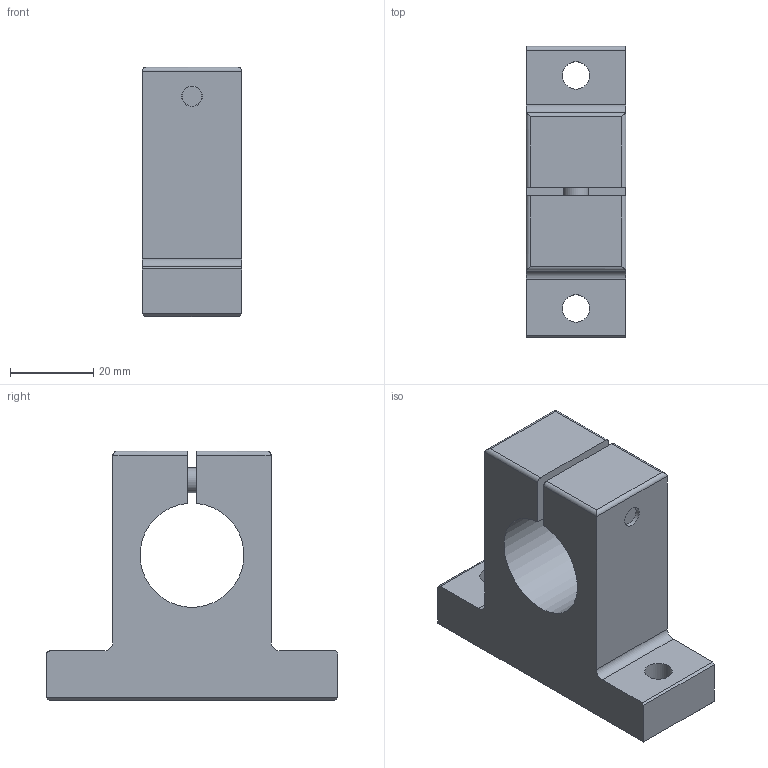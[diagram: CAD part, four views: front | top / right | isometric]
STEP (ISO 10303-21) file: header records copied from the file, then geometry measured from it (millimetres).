
FILE_DESCRIPTION(/* description */ (''),/* implementation_level */ '2;1');
FILE_NAME(/* name */ 'WJB-SK-25.stp',/* time_stamp */ '2019-01-16T15:30:33+08:00',/* author */ (''),/* organization */ (''),/* preprocessor_version */ 'ST-DEVELOPER v11',/* originating_system */ 'SIEMENS UGS NX 6.0',/* authorisation */ '');
FILE_SCHEMA (('CONFIG_CONTROL_DESIGN'));
Length unit declared in the file: millimetre
Products named in the file (1): WJB-SK-25
Bounding box: 24 x 70 x 60 mm (x, y, z)
Volume: 50388.6 mm3; surface area: 14034.3 mm2
Topology: 1 solids, 1 shells, 126 faces, 337 edges, 232 vertices
Faces by surface type: plane 80, extrusion 26, cylinder 17, cone 2, torus 1
Full cylindrical faces by diameter (mm): 4.917 x1, 6 x1, 6.6 x3, 10 x1, 11 x1
Entity records: 4924 total; most frequent: CARTESIAN_POINT 1978, ORIENTED_EDGE 616, DIRECTION 472, EDGE_CURVE 308, VERTEX_POINT 208, VECTOR 206, LINE 180, EDGE_LOOP 156
